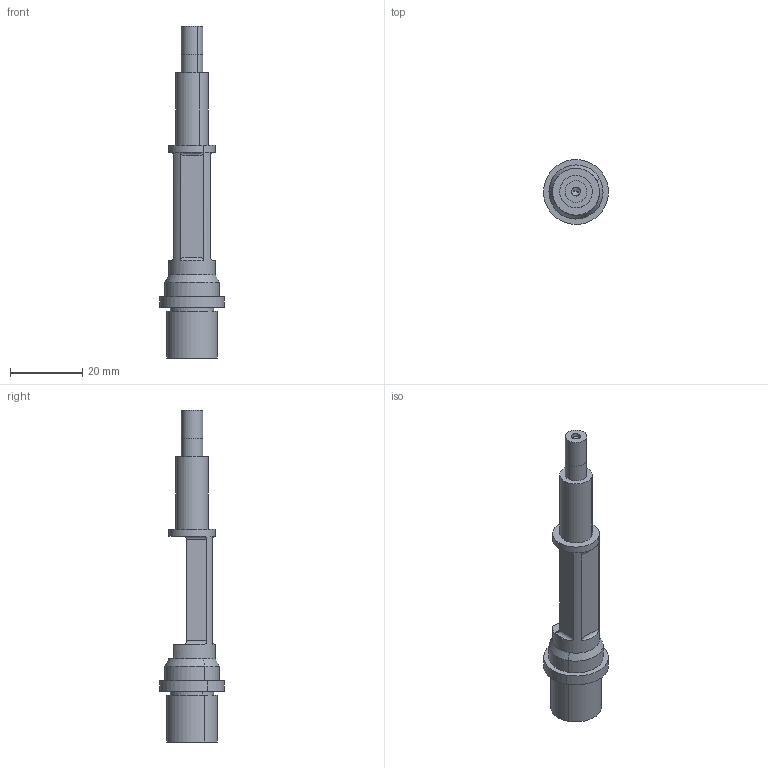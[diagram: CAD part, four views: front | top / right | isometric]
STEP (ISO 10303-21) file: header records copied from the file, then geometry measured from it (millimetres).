
FILE_DESCRIPTION(('CATIA V5 STEP Exchange'),'2;1');
FILE_NAME('Axe_2axes.stp','2019-12-11T15:15:16+00:00',('none'),('none'),'CATIA Version 5 Release 20 GA (IN-10)','CATIA V5 STEP AP203','none');
FILE_SCHEMA(('CONFIG_CONTROL_DESIGN'));
Length unit declared in the file: millimetre
Products named in the file (1): Axe
Bounding box: 18 x 18 x 92 mm (x, y, z)
Volume: 7044.1 mm3; surface area: 4370.8 mm2
Topology: 1 solids, 1 shells, 75 faces, 204 edges, 133 vertices
Faces by surface type: cylinder 37, plane 28, cone 8, bspline 2
Entity records: 2851 total; most frequent: CARTESIAN_POINT 1116, ORIENTED_EDGE 400, DIRECTION 255, EDGE_CURVE 200, VERTEX_POINT 133, AXIS2_PLACEMENT_3D 127, EDGE_LOOP 83, VECTOR 79
